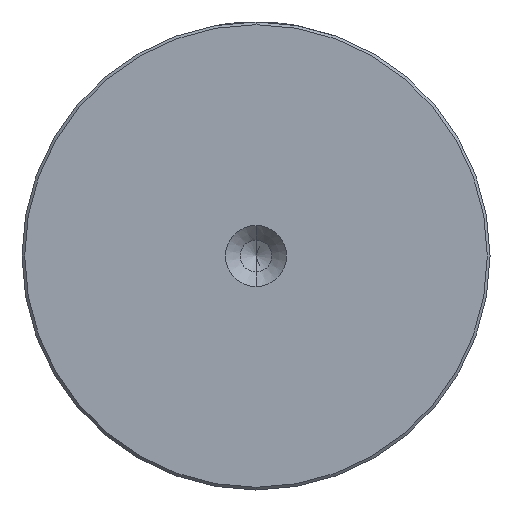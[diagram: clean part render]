
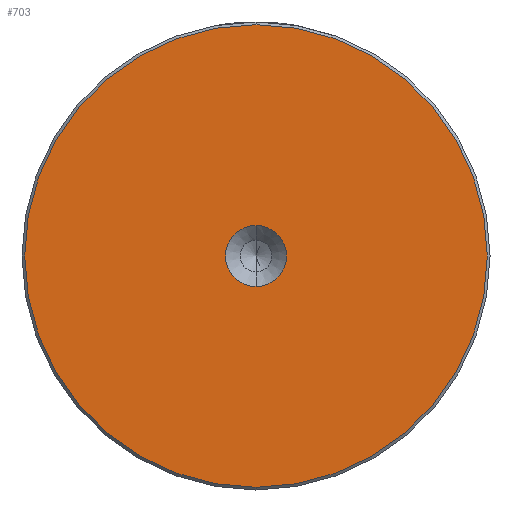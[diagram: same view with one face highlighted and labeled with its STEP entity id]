
A CAD part, left-side view. The second image highlights one B-rep face of the part: STEP entity #703.
In plain terms, the highlighted planar face has unit normal (-1, 0, 0).
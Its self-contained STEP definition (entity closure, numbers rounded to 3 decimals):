
#23 = EDGE_CURVE ( 'NONE', #693, #2488, #196, .T. ) ;
#47 = CARTESIAN_POINT ( 'NONE',  ( 0., 0., -42.5 ) ) ;
#196 = CIRCLE ( 'NONE', #232, 5.6 ) ;
#232 = AXIS2_PLACEMENT_3D ( 'NONE', #440, #423, #413 ) ;
#258 = DIRECTION ( 'NONE',  ( -1., 0., 0. ) ) ;
#268 = FACE_BOUND ( 'NONE', #459, .T. ) ;
#274 = DIRECTION ( 'NONE',  ( 0., 0., 1. ) ) ;
#280 = PLANE ( 'NONE',  #1444 ) ;
#413 = DIRECTION ( 'NONE',  ( 0., 0., 1. ) ) ;
#423 = DIRECTION ( 'NONE',  ( -1., 0., 0. ) ) ;
#440 = CARTESIAN_POINT ( 'NONE',  ( 0., 0., 0. ) ) ;
#459 = EDGE_LOOP ( 'NONE', ( #2129, #2133 ) ) ;
#470 = CARTESIAN_POINT ( 'NONE',  ( 0., 0., 0. ) ) ;
#693 = VERTEX_POINT ( 'NONE', #1069 ) ;
#703 = ADVANCED_FACE ( 'NONE', ( #2372, #268 ), #280, .T. ) ;
#721 = VERTEX_POINT ( 'NONE', #1374 ) ;
#796 = EDGE_CURVE ( 'NONE', #2488, #693, #1658, .T. ) ;
#802 = EDGE_CURVE ( 'NONE', #1394, #721, #2566, .T. ) ;
#1062 = DIRECTION ( 'NONE',  ( -1., 0., 0. ) ) ;
#1069 = CARTESIAN_POINT ( 'NONE',  ( 0., 0., 5.6 ) ) ;
#1117 = ORIENTED_EDGE ( 'NONE', *, *, #802, .T. ) ;
#1319 = EDGE_CURVE ( 'NONE', #721, #1394, #2184, .T. ) ;
#1336 = EDGE_LOOP ( 'NONE', ( #1117, #1809 ) ) ;
#1374 = CARTESIAN_POINT ( 'NONE',  ( 0., 0., 42.5 ) ) ;
#1394 = VERTEX_POINT ( 'NONE', #47 ) ;
#1444 = AXIS2_PLACEMENT_3D ( 'NONE', #470, #1062, #274 ) ;
#1458 = CARTESIAN_POINT ( 'NONE',  ( 0., 0., 0. ) ) ;
#1641 = DIRECTION ( 'NONE',  ( 0., 0., 1. ) ) ;
#1658 = CIRCLE ( 'NONE', #2076, 5.6 ) ;
#1763 = AXIS2_PLACEMENT_3D ( 'NONE', #1458, #258, #1641 ) ;
#1809 = ORIENTED_EDGE ( 'NONE', *, *, #1319, .T. ) ;
#2076 = AXIS2_PLACEMENT_3D ( 'NONE', #2409, #2393, #2386 ) ;
#2129 = ORIENTED_EDGE ( 'NONE', *, *, #23, .F. ) ;
#2133 = ORIENTED_EDGE ( 'NONE', *, *, #796, .F. ) ;
#2151 = CARTESIAN_POINT ( 'NONE',  ( 0., 0., -5.6 ) ) ;
#2184 = CIRCLE ( 'NONE', #1763, 42.5 ) ;
#2214 = AXIS2_PLACEMENT_3D ( 'NONE', #2338, #2222, #2216 ) ;
#2216 = DIRECTION ( 'NONE',  ( 0., 0., 1. ) ) ;
#2222 = DIRECTION ( 'NONE',  ( -1., 0., 0. ) ) ;
#2338 = CARTESIAN_POINT ( 'NONE',  ( 0., 0., 0. ) ) ;
#2372 = FACE_OUTER_BOUND ( 'NONE', #1336, .T. ) ;
#2386 = DIRECTION ( 'NONE',  ( 0., 0., 1. ) ) ;
#2393 = DIRECTION ( 'NONE',  ( -1., 0., 0. ) ) ;
#2409 = CARTESIAN_POINT ( 'NONE',  ( 0., 0., 0. ) ) ;
#2488 = VERTEX_POINT ( 'NONE', #2151 ) ;
#2566 = CIRCLE ( 'NONE', #2214, 42.5 ) ;
